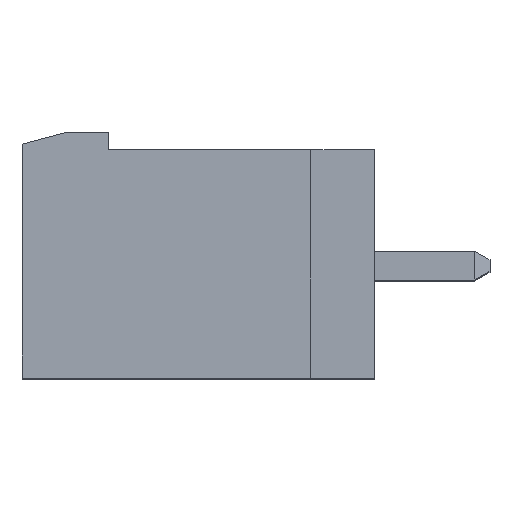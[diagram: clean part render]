
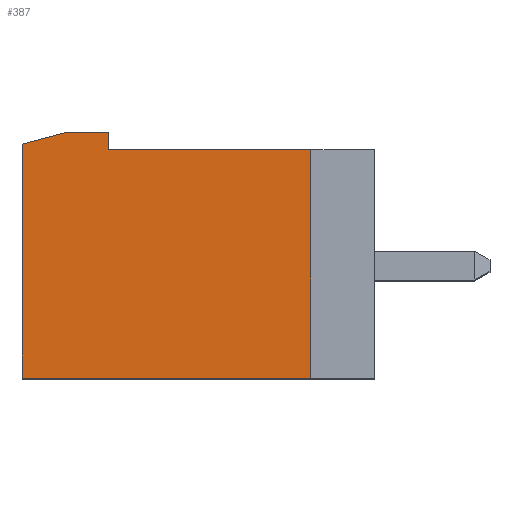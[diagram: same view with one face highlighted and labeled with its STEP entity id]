
A CAD part, top view. The second image highlights one B-rep face of the part: STEP entity #387.
In plain terms, the highlighted planar face has unit normal (0, 0, 1).
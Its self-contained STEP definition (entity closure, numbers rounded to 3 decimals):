
#387 = ADVANCED_FACE( '', ( #906 ), #907, .F. );
#906 = FACE_OUTER_BOUND( '', #1548, .T. );
#907 = PLANE( '', #1549 );
#1548 = EDGE_LOOP( '', ( #2692, #2693, #2694, #2695, #2696, #2697, #2698 ) );
#1549 = AXIS2_PLACEMENT_3D( '', #2699, #2700, #2701 );
#2692 = ORIENTED_EDGE( '', *, *, #4199, .F. );
#2693 = ORIENTED_EDGE( '', *, *, #4200, .F. );
#2694 = ORIENTED_EDGE( '', *, *, #4077, .F. );
#2695 = ORIENTED_EDGE( '', *, *, #3948, .F. );
#2696 = ORIENTED_EDGE( '', *, *, #3899, .F. );
#2697 = ORIENTED_EDGE( '', *, *, #4201, .F. );
#2698 = ORIENTED_EDGE( '', *, *, #4202, .F. );
#2699 = CARTESIAN_POINT( '', ( 197.225, 204.81, 56.76 ) );
#2700 = DIRECTION( '', ( 0., 0., -1. ) );
#2701 = DIRECTION( '', ( 0., -1., 0. ) );
#3899 = EDGE_CURVE( '', #4718, #4636, #4720, .T. );
#3948 = EDGE_CURVE( '', #4636, #4809, #4810, .T. );
#4077 = EDGE_CURVE( '', #4809, #4988, #5015, .T. );
#4199 = EDGE_CURVE( '', #5186, #5187, #5188, .T. );
#4200 = EDGE_CURVE( '', #4988, #5186, #5189, .T. );
#4201 = EDGE_CURVE( '', #5190, #4718, #5191, .T. );
#4202 = EDGE_CURVE( '', #5187, #5190, #5192, .T. );
#4636 = VERTEX_POINT( '', #5739 );
#4718 = VERTEX_POINT( '', #5862 );
#4720 = LINE( '', #5865, #5866 );
#4809 = VERTEX_POINT( '', #5992 );
#4810 = LINE( '', #5993, #5994 );
#4988 = VERTEX_POINT( '', #6252 );
#5015 = LINE( '', #6295, #6296 );
#5186 = VERTEX_POINT( '', #6552 );
#5187 = VERTEX_POINT( '', #6553 );
#5188 = LINE( '', #6554, #6555 );
#5189 = LINE( '', #6556, #6557 );
#5190 = VERTEX_POINT( '', #6558 );
#5191 = LINE( '', #6559, #6560 );
#5192 = LINE( '', #6561, #6562 );
#5739 = CARTESIAN_POINT( '', ( 194.225, 196.21, 56.76 ) );
#5862 = CARTESIAN_POINT( '', ( 204.225, 196.21, 56.76 ) );
#5865 = CARTESIAN_POINT( '', ( 194.225, 196.21, 56.76 ) );
#5866 = VECTOR( '', #7192, 1000. );
#5992 = CARTESIAN_POINT( '', ( 194.225, 204.31, 56.76 ) );
#5993 = CARTESIAN_POINT( '', ( 194.225, 204.41, 56.76 ) );
#5994 = VECTOR( '', #7242, 1000. );
#6252 = CARTESIAN_POINT( '', ( 195.718, 204.71, 56.76 ) );
#6295 = CARTESIAN_POINT( '', ( 195.718, 204.71, 56.76 ) );
#6296 = VECTOR( '', #7366, 1000. );
#6552 = CARTESIAN_POINT( '', ( 197.225, 204.71, 56.76 ) );
#6553 = CARTESIAN_POINT( '', ( 197.225, 204.11, 56.76 ) );
#6554 = CARTESIAN_POINT( '', ( 197.225, 204.31, 56.76 ) );
#6555 = VECTOR( '', #7461, 1000. );
#6556 = CARTESIAN_POINT( '', ( 197.225, 204.71, 56.76 ) );
#6557 = VECTOR( '', #7462, 1000. );
#6558 = CARTESIAN_POINT( '', ( 204.225, 204.11, 56.76 ) );
#6559 = CARTESIAN_POINT( '', ( 204.225, 196.21, 56.76 ) );
#6560 = VECTOR( '', #7463, 1000. );
#6561 = CARTESIAN_POINT( '', ( 204.025, 204.11, 56.76 ) );
#6562 = VECTOR( '', #7464, 1000. );
#7192 = DIRECTION( '', ( -1., 0., 0. ) );
#7242 = DIRECTION( '', ( 0., 1., 0. ) );
#7366 = DIRECTION( '', ( 0.966, 0.259, 0. ) );
#7461 = DIRECTION( '', ( 0., -1., 0. ) );
#7462 = DIRECTION( '', ( 1., 0., 0. ) );
#7463 = DIRECTION( '', ( 0., -1., 0. ) );
#7464 = DIRECTION( '', ( 1., 0., 0. ) );
